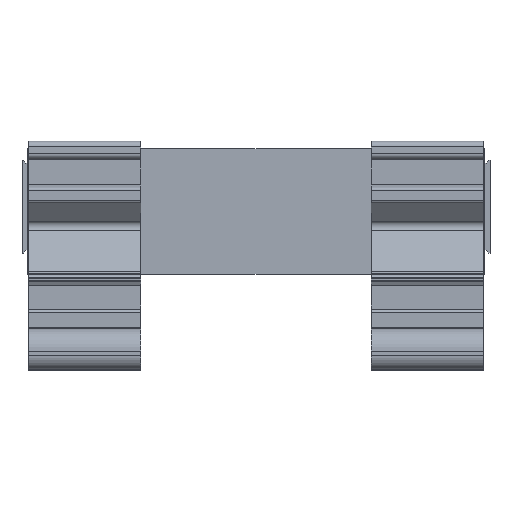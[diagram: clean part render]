
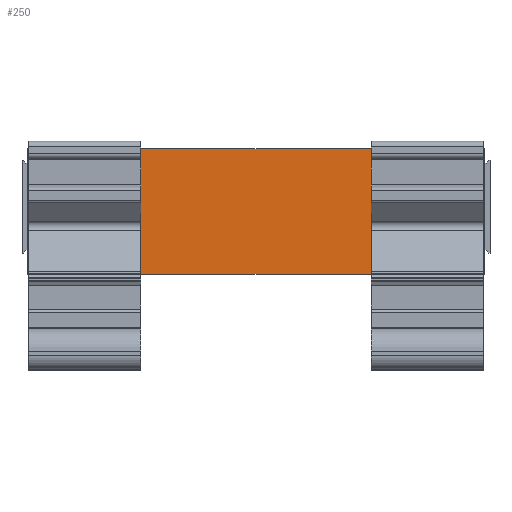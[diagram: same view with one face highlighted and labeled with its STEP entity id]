
A CAD part, front view. The second image highlights one B-rep face of the part: STEP entity #250.
In plain terms, the highlighted planar face has unit normal (0, -1, 0).
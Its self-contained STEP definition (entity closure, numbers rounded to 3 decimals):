
#34=AXIS2_PLACEMENT_3D('Plane Axis2P3D',#31,#32,#33) ;
#31=CARTESIAN_POINT('Axis2P3D Location',(1.,27.5,17.18)) ;
#36=CARTESIAN_POINT('Line Origine',(21.16,27.5,38.88)) ;
#40=CARTESIAN_POINT('Vertex',(21.16,27.5,39.48)) ;
#42=CARTESIAN_POINT('Vertex',(21.16,27.5,38.28)) ;
#45=CARTESIAN_POINT('Line Origine',(13.62,27.5,38.28)) ;
#49=CARTESIAN_POINT('Vertex',(6.08,27.5,38.28)) ;
#52=CARTESIAN_POINT('Line Origine',(3.62,27.5,38.28)) ;
#56=CARTESIAN_POINT('Vertex',(1.16,27.5,38.28)) ;
#59=CARTESIAN_POINT('Line Origine',(1.16,27.5,38.88)) ;
#63=CARTESIAN_POINT('Vertex',(1.16,27.5,39.481)) ;
#66=CARTESIAN_POINT('Line Origine',(1.08,27.5,39.48)) ;
#70=CARTESIAN_POINT('Vertex',(1.,27.5,39.48)) ;
#73=CARTESIAN_POINT('Line Origine',(1.,27.5,28.33)) ;
#77=CARTESIAN_POINT('Vertex',(1.,27.5,17.18)) ;
#80=CARTESIAN_POINT('Line Origine',(41.64,27.5,17.18)) ;
#84=CARTESIAN_POINT('Vertex',(82.28,27.5,17.18)) ;
#87=CARTESIAN_POINT('Line Origine',(82.28,27.5,28.33)) ;
#91=CARTESIAN_POINT('Vertex',(82.28,27.5,39.48)) ;
#94=CARTESIAN_POINT('Line Origine',(82.2,27.5,39.48)) ;
#98=CARTESIAN_POINT('Vertex',(82.12,27.5,39.481)) ;
#101=CARTESIAN_POINT('Line Origine',(82.12,27.5,38.88)) ;
#105=CARTESIAN_POINT('Vertex',(82.12,27.5,38.28)) ;
#108=CARTESIAN_POINT('Line Origine',(74.58,27.5,38.28)) ;
#112=CARTESIAN_POINT('Vertex',(67.04,27.5,38.28)) ;
#115=CARTESIAN_POINT('Line Origine',(64.58,27.5,38.28)) ;
#119=CARTESIAN_POINT('Vertex',(62.12,27.5,38.28)) ;
#122=CARTESIAN_POINT('Line Origine',(62.12,27.5,38.88)) ;
#126=CARTESIAN_POINT('Vertex',(62.12,27.5,39.481)) ;
#129=CARTESIAN_POINT('Line Origine',(41.64,27.5,39.48)) ;
#150=CARTESIAN_POINT('Line Origine',(64.58,27.5,20.38)) ;
#154=CARTESIAN_POINT('Vertex',(62.12,27.5,20.38)) ;
#156=CARTESIAN_POINT('Vertex',(67.04,27.5,20.38)) ;
#159=CARTESIAN_POINT('Line Origine',(67.04,27.5,29.078)) ;
#163=CARTESIAN_POINT('Vertex',(67.04,27.5,37.775)) ;
#166=CARTESIAN_POINT('Line Origine',(74.58,27.5,37.775)) ;
#170=CARTESIAN_POINT('Vertex',(82.12,27.5,37.775)) ;
#173=CARTESIAN_POINT('Line Origine',(82.12,27.5,28.028)) ;
#177=CARTESIAN_POINT('Vertex',(82.12,27.5,18.281)) ;
#180=CARTESIAN_POINT('Line Origine',(72.12,27.5,18.281)) ;
#184=CARTESIAN_POINT('Vertex',(62.12,27.5,18.281)) ;
#187=CARTESIAN_POINT('Line Origine',(62.12,27.5,19.33)) ;
#200=CARTESIAN_POINT('Line Origine',(3.62,27.5,20.38)) ;
#204=CARTESIAN_POINT('Vertex',(1.16,27.5,20.38)) ;
#206=CARTESIAN_POINT('Vertex',(6.08,27.5,20.38)) ;
#209=CARTESIAN_POINT('Line Origine',(6.08,27.5,29.078)) ;
#213=CARTESIAN_POINT('Vertex',(6.08,27.5,37.775)) ;
#216=CARTESIAN_POINT('Line Origine',(13.62,27.5,37.775)) ;
#220=CARTESIAN_POINT('Vertex',(21.16,27.5,37.775)) ;
#223=CARTESIAN_POINT('Line Origine',(21.16,27.5,28.028)) ;
#227=CARTESIAN_POINT('Vertex',(21.16,27.5,18.281)) ;
#230=CARTESIAN_POINT('Line Origine',(11.16,27.5,18.281)) ;
#234=CARTESIAN_POINT('Vertex',(1.16,27.5,18.281)) ;
#237=CARTESIAN_POINT('Line Origine',(1.16,27.5,19.33)) ;
#32=DIRECTION('Axis2P3D Direction',(0.,1.,0.)) ;
#33=DIRECTION('Axis2P3D XDirection',(0.,0.,1.)) ;
#37=DIRECTION('Vector Direction',(0.,0.,-1.)) ;
#46=DIRECTION('Vector Direction',(1.,0.,0.)) ;
#53=DIRECTION('Vector Direction',(1.,0.,0.)) ;
#60=DIRECTION('Vector Direction',(0.,0.,-1.)) ;
#67=DIRECTION('Vector Direction',(1.,0.,0.)) ;
#74=DIRECTION('Vector Direction',(0.,0.,1.)) ;
#81=DIRECTION('Vector Direction',(1.,0.,0.)) ;
#88=DIRECTION('Vector Direction',(0.,0.,1.)) ;
#95=DIRECTION('Vector Direction',(1.,0.,0.)) ;
#102=DIRECTION('Vector Direction',(0.,0.,-1.)) ;
#109=DIRECTION('Vector Direction',(1.,0.,0.)) ;
#116=DIRECTION('Vector Direction',(1.,0.,0.)) ;
#123=DIRECTION('Vector Direction',(0.,0.,-1.)) ;
#130=DIRECTION('Vector Direction',(1.,0.,0.)) ;
#151=DIRECTION('Vector Direction',(1.,0.,0.)) ;
#160=DIRECTION('Vector Direction',(0.,0.,-1.)) ;
#167=DIRECTION('Vector Direction',(1.,0.,0.)) ;
#174=DIRECTION('Vector Direction',(0.,0.,-1.)) ;
#181=DIRECTION('Vector Direction',(1.,0.,0.)) ;
#188=DIRECTION('Vector Direction',(0.,0.,-1.)) ;
#201=DIRECTION('Vector Direction',(1.,0.,0.)) ;
#210=DIRECTION('Vector Direction',(0.,0.,-1.)) ;
#217=DIRECTION('Vector Direction',(1.,0.,0.)) ;
#224=DIRECTION('Vector Direction',(0.,0.,-1.)) ;
#231=DIRECTION('Vector Direction',(1.,0.,0.)) ;
#238=DIRECTION('Vector Direction',(0.,0.,-1.)) ;
#38=VECTOR('Line Direction',#37,1.) ;
#47=VECTOR('Line Direction',#46,1.) ;
#54=VECTOR('Line Direction',#53,1.) ;
#61=VECTOR('Line Direction',#60,1.) ;
#68=VECTOR('Line Direction',#67,1.) ;
#75=VECTOR('Line Direction',#74,1.) ;
#82=VECTOR('Line Direction',#81,1.) ;
#89=VECTOR('Line Direction',#88,1.) ;
#96=VECTOR('Line Direction',#95,1.) ;
#103=VECTOR('Line Direction',#102,1.) ;
#110=VECTOR('Line Direction',#109,1.) ;
#117=VECTOR('Line Direction',#116,1.) ;
#124=VECTOR('Line Direction',#123,1.) ;
#131=VECTOR('Line Direction',#130,1.) ;
#152=VECTOR('Line Direction',#151,1.) ;
#161=VECTOR('Line Direction',#160,1.) ;
#168=VECTOR('Line Direction',#167,1.) ;
#175=VECTOR('Line Direction',#174,1.) ;
#182=VECTOR('Line Direction',#181,1.) ;
#189=VECTOR('Line Direction',#188,1.) ;
#202=VECTOR('Line Direction',#201,1.) ;
#211=VECTOR('Line Direction',#210,1.) ;
#218=VECTOR('Line Direction',#217,1.) ;
#225=VECTOR('Line Direction',#224,1.) ;
#232=VECTOR('Line Direction',#231,1.) ;
#239=VECTOR('Line Direction',#238,1.) ;
#135=ORIENTED_EDGE('',*,*,#44,.T.) ;
#136=ORIENTED_EDGE('',*,*,#51,.F.) ;
#137=ORIENTED_EDGE('',*,*,#58,.T.) ;
#138=ORIENTED_EDGE('',*,*,#65,.F.) ;
#139=ORIENTED_EDGE('',*,*,#72,.F.) ;
#140=ORIENTED_EDGE('',*,*,#79,.F.) ;
#141=ORIENTED_EDGE('',*,*,#86,.T.) ;
#142=ORIENTED_EDGE('',*,*,#93,.T.) ;
#143=ORIENTED_EDGE('',*,*,#100,.F.) ;
#144=ORIENTED_EDGE('',*,*,#107,.T.) ;
#145=ORIENTED_EDGE('',*,*,#114,.T.) ;
#146=ORIENTED_EDGE('',*,*,#121,.T.) ;
#147=ORIENTED_EDGE('',*,*,#128,.F.) ;
#148=ORIENTED_EDGE('',*,*,#133,.F.) ;
#193=ORIENTED_EDGE('',*,*,#158,.T.) ;
#194=ORIENTED_EDGE('',*,*,#165,.F.) ;
#195=ORIENTED_EDGE('',*,*,#172,.F.) ;
#196=ORIENTED_EDGE('',*,*,#179,.T.) ;
#197=ORIENTED_EDGE('',*,*,#186,.T.) ;
#198=ORIENTED_EDGE('',*,*,#191,.F.) ;
#243=ORIENTED_EDGE('',*,*,#208,.T.) ;
#244=ORIENTED_EDGE('',*,*,#215,.F.) ;
#245=ORIENTED_EDGE('',*,*,#222,.T.) ;
#246=ORIENTED_EDGE('',*,*,#229,.T.) ;
#247=ORIENTED_EDGE('',*,*,#236,.F.) ;
#248=ORIENTED_EDGE('',*,*,#241,.F.) ;
#199=FACE_BOUND('',#192,.T.) ;
#249=FACE_BOUND('',#242,.T.) ;
#250=ADVANCED_FACE('HOUSING',(#149,#199,#249),#35,.F.) ;
#44=EDGE_CURVE('',#41,#43,#39,.T.) ;
#51=EDGE_CURVE('',#50,#43,#48,.T.) ;
#58=EDGE_CURVE('',#50,#57,#55,.F.) ;
#65=EDGE_CURVE('',#64,#57,#62,.T.) ;
#72=EDGE_CURVE('',#71,#64,#69,.T.) ;
#79=EDGE_CURVE('',#78,#71,#76,.T.) ;
#86=EDGE_CURVE('',#78,#85,#83,.T.) ;
#93=EDGE_CURVE('',#85,#92,#90,.T.) ;
#100=EDGE_CURVE('',#99,#92,#97,.T.) ;
#107=EDGE_CURVE('',#99,#106,#104,.T.) ;
#114=EDGE_CURVE('',#106,#113,#111,.F.) ;
#121=EDGE_CURVE('',#113,#120,#118,.F.) ;
#128=EDGE_CURVE('',#127,#120,#125,.T.) ;
#133=EDGE_CURVE('',#41,#127,#132,.T.) ;
#158=EDGE_CURVE('',#155,#157,#153,.T.) ;
#165=EDGE_CURVE('',#164,#157,#162,.T.) ;
#172=EDGE_CURVE('',#171,#164,#169,.F.) ;
#179=EDGE_CURVE('',#171,#178,#176,.T.) ;
#186=EDGE_CURVE('',#178,#185,#183,.F.) ;
#191=EDGE_CURVE('',#155,#185,#190,.T.) ;
#208=EDGE_CURVE('',#205,#207,#203,.T.) ;
#215=EDGE_CURVE('',#214,#207,#212,.T.) ;
#222=EDGE_CURVE('',#214,#221,#219,.T.) ;
#229=EDGE_CURVE('',#221,#228,#226,.T.) ;
#236=EDGE_CURVE('',#235,#228,#233,.T.) ;
#241=EDGE_CURVE('',#205,#235,#240,.T.) ;
#134=EDGE_LOOP('',(#135,#136,#137,#138,#139,#140,#141,#142,#143,#144,#145,#146,#147,#148)) ;
#192=EDGE_LOOP('',(#193,#194,#195,#196,#197,#198)) ;
#242=EDGE_LOOP('',(#243,#244,#245,#246,#247,#248)) ;
#149=FACE_OUTER_BOUND('',#134,.T.) ;
#39=LINE('Line',#36,#38) ;
#48=LINE('Line',#45,#47) ;
#55=LINE('Line',#52,#54) ;
#62=LINE('Line',#59,#61) ;
#69=LINE('Line',#66,#68) ;
#76=LINE('Line',#73,#75) ;
#83=LINE('Line',#80,#82) ;
#90=LINE('Line',#87,#89) ;
#97=LINE('Line',#94,#96) ;
#104=LINE('Line',#101,#103) ;
#111=LINE('Line',#108,#110) ;
#118=LINE('Line',#115,#117) ;
#125=LINE('Line',#122,#124) ;
#132=LINE('Line',#129,#131) ;
#153=LINE('Line',#150,#152) ;
#162=LINE('Line',#159,#161) ;
#169=LINE('Line',#166,#168) ;
#176=LINE('Line',#173,#175) ;
#183=LINE('Line',#180,#182) ;
#190=LINE('Line',#187,#189) ;
#203=LINE('Line',#200,#202) ;
#212=LINE('Line',#209,#211) ;
#219=LINE('Line',#216,#218) ;
#226=LINE('Line',#223,#225) ;
#233=LINE('Line',#230,#232) ;
#240=LINE('Line',#237,#239) ;
#35=PLANE('',#34) ;
#41=VERTEX_POINT('',#40) ;
#43=VERTEX_POINT('',#42) ;
#50=VERTEX_POINT('',#49) ;
#57=VERTEX_POINT('',#56) ;
#64=VERTEX_POINT('',#63) ;
#71=VERTEX_POINT('',#70) ;
#78=VERTEX_POINT('',#77) ;
#85=VERTEX_POINT('',#84) ;
#92=VERTEX_POINT('',#91) ;
#99=VERTEX_POINT('',#98) ;
#106=VERTEX_POINT('',#105) ;
#113=VERTEX_POINT('',#112) ;
#120=VERTEX_POINT('',#119) ;
#127=VERTEX_POINT('',#126) ;
#155=VERTEX_POINT('',#154) ;
#157=VERTEX_POINT('',#156) ;
#164=VERTEX_POINT('',#163) ;
#171=VERTEX_POINT('',#170) ;
#178=VERTEX_POINT('',#177) ;
#185=VERTEX_POINT('',#184) ;
#205=VERTEX_POINT('',#204) ;
#207=VERTEX_POINT('',#206) ;
#214=VERTEX_POINT('',#213) ;
#221=VERTEX_POINT('',#220) ;
#228=VERTEX_POINT('',#227) ;
#235=VERTEX_POINT('',#234) ;
